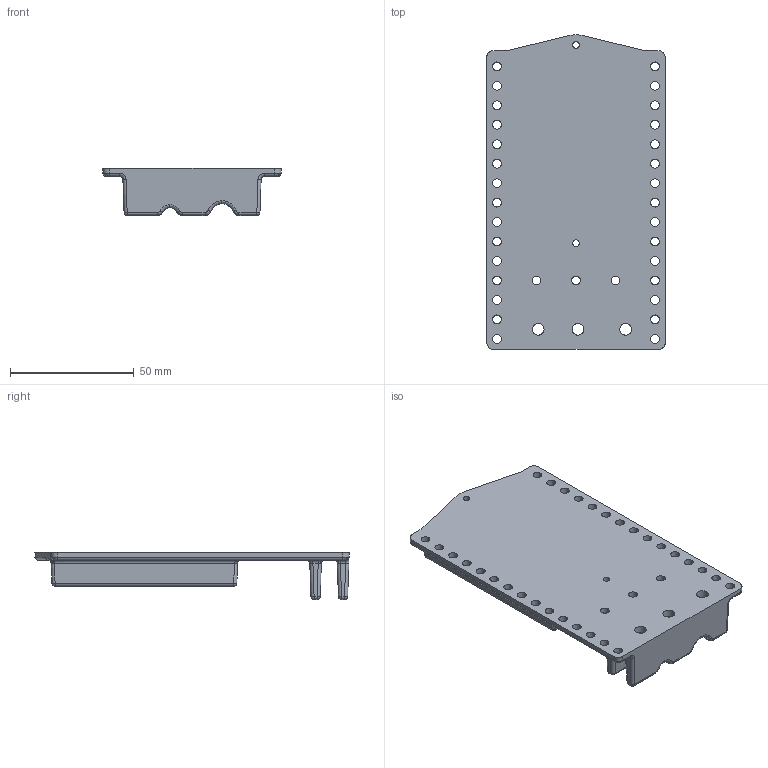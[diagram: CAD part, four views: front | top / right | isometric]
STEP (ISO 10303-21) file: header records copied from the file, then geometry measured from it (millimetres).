
FILE_DESCRIPTION (( 'STEP AP214' ), '1' );
FILE_NAME ('Samantha Bracket V2.STEP', '2014-08-08T17:29:14', ( '' ), ( '' ), 'SwSTEP 2.0', 'SolidWorks 2014', '' );
FILE_SCHEMA (( 'AUTOMOTIVE_DESIGN' ));
Length unit declared in the file: inch
Products named in the file (1): Samantha Bracket V2
Bounding box: 72.23 x 127.18 x 19.05 mm (x, y, z)
Volume: 38739.2 mm3; surface area: 25969.2 mm2
Topology: 1 solids, 1 shells, 311 faces, 784 edges, 471 vertices
Faces by surface type: cylinder 167, bspline 76, plane 48, sphere 18, cone 1, torus 1
Entity records: 10851 total; most frequent: CARTESIAN_POINT 3764, ORIENTED_EDGE 1566, DIRECTION 1421, EDGE_CURVE 783, AXIS2_PLACEMENT_3D 566, VERTEX_POINT 471, EDGE_LOOP 384, CIRCLE 330
